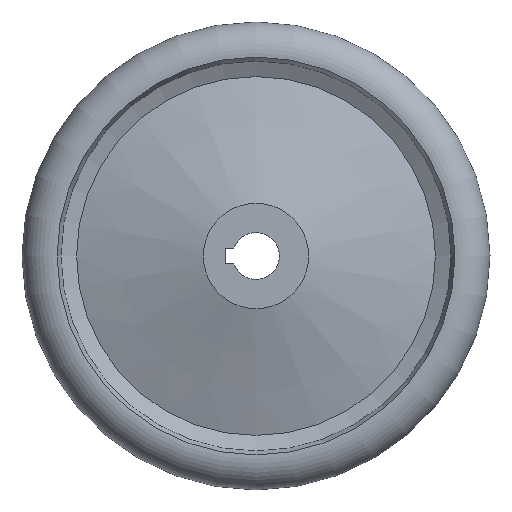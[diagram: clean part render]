
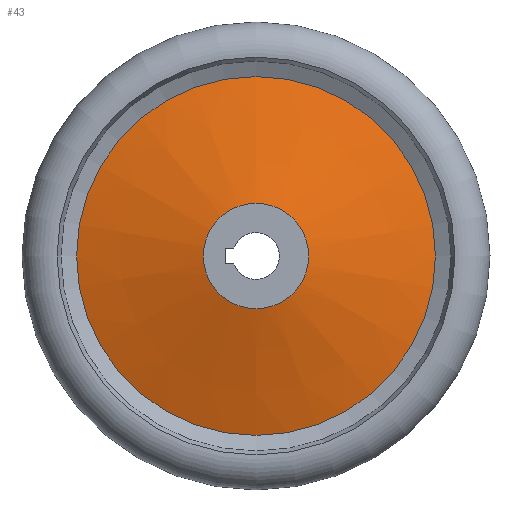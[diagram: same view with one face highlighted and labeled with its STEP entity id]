
A CAD part, left-side view. The second image highlights one B-rep face of the part: STEP entity #43.
In plain terms, the highlighted conical face has half-angle 73.706 degrees and reference radius 46 mm.
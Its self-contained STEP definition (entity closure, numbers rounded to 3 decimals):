
#43 = ADVANCED_FACE( '', ( #93, #94 ), #95, .T. );
#93 = FACE_BOUND( '', #157, .T. );
#94 = FACE_OUTER_BOUND( '', #158, .T. );
#95 = CONICAL_SURFACE( '', #159, 46., 1.286 );
#157 = EDGE_LOOP( '', ( #222 ) );
#158 = EDGE_LOOP( '', ( #223 ) );
#159 = AXIS2_PLACEMENT_3D( '', #224, #225, #226 );
#222 = ORIENTED_EDGE( '', *, *, #321, .F. );
#223 = ORIENTED_EDGE( '', *, *, #322, .T. );
#224 = CARTESIAN_POINT( '', ( 18.5, 0., 0. ) );
#225 = DIRECTION( '', ( 1., 0., 0. ) );
#226 = DIRECTION( '', ( 0., 0., -1. ) );
#321 = EDGE_CURVE( '', #365, #365, #366, .T. );
#322 = EDGE_CURVE( '', #367, #367, #368, .T. );
#365 = VERTEX_POINT( '', #424 );
#366 = CIRCLE( '', #425, 13.5 );
#367 = VERTEX_POINT( '', #426 );
#368 = CIRCLE( '', #427, 46. );
#424 = CARTESIAN_POINT( '', ( 9., 0., 13.5 ) );
#425 = AXIS2_PLACEMENT_3D( '', #480, #481, #482 );
#426 = CARTESIAN_POINT( '', ( 18.5, 0., 46. ) );
#427 = AXIS2_PLACEMENT_3D( '', #483, #484, #485 );
#480 = CARTESIAN_POINT( '', ( 9., 0., 0. ) );
#481 = DIRECTION( '', ( -1., 0., 0. ) );
#482 = DIRECTION( '', ( 0., 0., 1. ) );
#483 = CARTESIAN_POINT( '', ( 18.5, 0., 0. ) );
#484 = DIRECTION( '', ( -1., 0., 0. ) );
#485 = DIRECTION( '', ( 0., 0., 1. ) );
